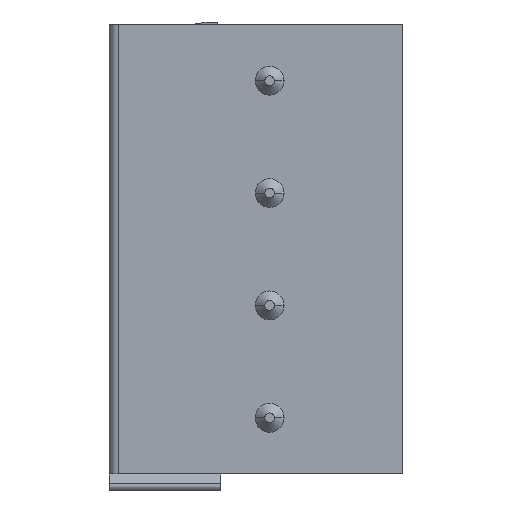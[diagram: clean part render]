
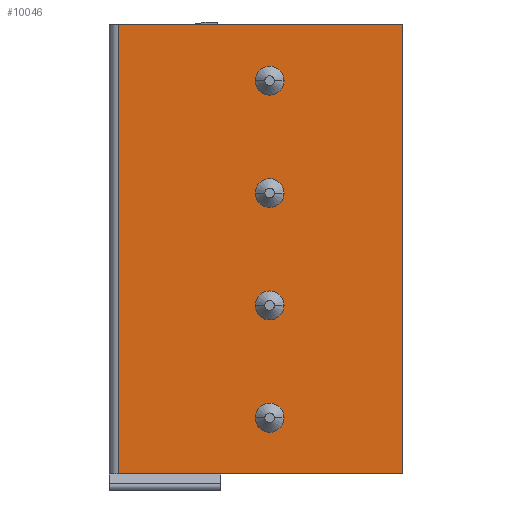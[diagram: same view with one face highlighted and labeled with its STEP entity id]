
A CAD part, left-side view. The second image highlights one B-rep face of the part: STEP entity #10046.
In plain terms, the highlighted planar face has unit normal (-1, 0, 0).
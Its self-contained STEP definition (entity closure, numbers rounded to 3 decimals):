
#50=DIRECTION('',(0.,1.,0.));
#51=VECTOR('',#50,8.85);
#52=CARTESIAN_POINT('',(-3.5,-4.575,-12.25));
#53=LINE('',#52,#51);
#1168=DIRECTION('',(0.,1.,0.));
#1169=VECTOR('',#1168,8.85);
#1170=CARTESIAN_POINT('',(-3.5,-4.575,1.75));
#1171=LINE('',#1170,#1169);
#2381=DIRECTION('',(0.,0.,-1.));
#2382=VECTOR('',#2381,14.);
#2383=CARTESIAN_POINT('',(-3.5,-4.575,1.75));
#2384=LINE('',#2383,#2382);
#3061=DIRECTION('',(0.,0.,-1.));
#3062=VECTOR('',#3061,14.);
#3063=CARTESIAN_POINT('',(-3.5,4.275,1.75));
#3064=LINE('',#3063,#3062);
#3065=CARTESIAN_POINT('',(-3.5,-0.425,0.));
#3066=DIRECTION('',(1.,0.,0.));
#3067=DIRECTION('',(0.,-1.,0.));
#3068=AXIS2_PLACEMENT_3D('',#3065,#3066,#3067);
#3070=CARTESIAN_POINT('',(-3.5,-0.425,0.));
#3071=DIRECTION('',(1.,0.,0.));
#3072=DIRECTION('',(0.,1.,0.));
#3073=AXIS2_PLACEMENT_3D('',#3070,#3071,#3072);
#3075=CARTESIAN_POINT('',(-3.5,-0.425,-3.5));
#3076=DIRECTION('',(1.,0.,0.));
#3077=DIRECTION('',(0.,-1.,0.));
#3078=AXIS2_PLACEMENT_3D('',#3075,#3076,#3077);
#3080=CARTESIAN_POINT('',(-3.5,-0.425,-3.5));
#3081=DIRECTION('',(1.,0.,0.));
#3082=DIRECTION('',(0.,1.,0.));
#3083=AXIS2_PLACEMENT_3D('',#3080,#3081,#3082);
#3085=CARTESIAN_POINT('',(-3.5,-0.425,-7.));
#3086=DIRECTION('',(1.,0.,0.));
#3087=DIRECTION('',(0.,-1.,0.));
#3088=AXIS2_PLACEMENT_3D('',#3085,#3086,#3087);
#3090=CARTESIAN_POINT('',(-3.5,-0.425,-7.));
#3091=DIRECTION('',(1.,0.,0.));
#3092=DIRECTION('',(0.,1.,0.));
#3093=AXIS2_PLACEMENT_3D('',#3090,#3091,#3092);
#3095=CARTESIAN_POINT('',(-3.5,-0.425,-10.5));
#3096=DIRECTION('',(1.,0.,0.));
#3097=DIRECTION('',(0.,-1.,0.));
#3098=AXIS2_PLACEMENT_3D('',#3095,#3096,#3097);
#3100=CARTESIAN_POINT('',(-3.5,-0.425,-10.5));
#3101=DIRECTION('',(1.,0.,0.));
#3102=DIRECTION('',(0.,1.,0.));
#3103=AXIS2_PLACEMENT_3D('',#3100,#3101,#3102);
#4665=CARTESIAN_POINT('',(-3.5,4.275,-12.25));
#4667=VERTEX_POINT('',#4665);
#4669=CARTESIAN_POINT('',(-3.5,-4.575,-12.25));
#4670=VERTEX_POINT('',#4669);
#4685=CARTESIAN_POINT('',(-3.5,4.275,1.75));
#4687=VERTEX_POINT('',#4685);
#4689=CARTESIAN_POINT('',(-3.5,-4.575,1.75));
#4690=VERTEX_POINT('',#4689);
#5137=CARTESIAN_POINT('',(-3.5,-0.875,0.));
#5138=CARTESIAN_POINT('',(-3.5,0.025,0.));
#5139=VERTEX_POINT('',#5137);
#5140=VERTEX_POINT('',#5138);
#5767=CARTESIAN_POINT('',(-3.5,-0.875,-3.5));
#5768=CARTESIAN_POINT('',(-3.5,0.025,-3.5));
#5769=VERTEX_POINT('',#5767);
#5770=VERTEX_POINT('',#5768);
#5893=CARTESIAN_POINT('',(-3.5,-0.875,-7.));
#5894=CARTESIAN_POINT('',(-3.5,0.025,-7.));
#5895=VERTEX_POINT('',#5893);
#5896=VERTEX_POINT('',#5894);
#6019=CARTESIAN_POINT('',(-3.5,-0.875,-10.5));
#6020=CARTESIAN_POINT('',(-3.5,0.025,-10.5));
#6021=VERTEX_POINT('',#6019);
#6022=VERTEX_POINT('',#6020);
#10010=CARTESIAN_POINT('',(-3.5,4.275,-12.25));
#10011=DIRECTION('',(-1.,0.,0.));
#10012=DIRECTION('',(0.,-1.,0.));
#10013=AXIS2_PLACEMENT_3D('',#10010,#10011,#10012);
#10014=PLANE('',#10013);
#10015=ORIENTED_EDGE('',*,*,#6054,.T.);
#10017=ORIENTED_EDGE('',*,*,#10016,.F.);
#10018=ORIENTED_EDGE('',*,*,#7442,.F.);
#10019=ORIENTED_EDGE('',*,*,#9039,.T.);
#10020=EDGE_LOOP('',(#10015,#10017,#10018,#10019));
#10021=FACE_OUTER_BOUND('',#10020,.F.);
#10023=ORIENTED_EDGE('',*,*,#10022,.F.);
#10025=ORIENTED_EDGE('',*,*,#10024,.F.);
#10026=EDGE_LOOP('',(#10023,#10025));
#10027=FACE_BOUND('',#10026,.F.);
#10029=ORIENTED_EDGE('',*,*,#10028,.F.);
#10031=ORIENTED_EDGE('',*,*,#10030,.F.);
#10032=EDGE_LOOP('',(#10029,#10031));
#10033=FACE_BOUND('',#10032,.F.);
#10035=ORIENTED_EDGE('',*,*,#10034,.F.);
#10037=ORIENTED_EDGE('',*,*,#10036,.F.);
#10038=EDGE_LOOP('',(#10035,#10037));
#10039=FACE_BOUND('',#10038,.F.);
#10041=ORIENTED_EDGE('',*,*,#10040,.F.);
#10043=ORIENTED_EDGE('',*,*,#10042,.F.);
#10044=EDGE_LOOP('',(#10041,#10043));
#10045=FACE_BOUND('',#10044,.F.);
#3069=CIRCLE('',#3068,0.45);
#3074=CIRCLE('',#3073,0.45);
#3079=CIRCLE('',#3078,0.45);
#3084=CIRCLE('',#3083,0.45);
#3089=CIRCLE('',#3088,0.45);
#3094=CIRCLE('',#3093,0.45);
#3099=CIRCLE('',#3098,0.45);
#3104=CIRCLE('',#3103,0.45);
#6054=EDGE_CURVE('',#4670,#4667,#53,.T.);
#7442=EDGE_CURVE('',#4690,#4687,#1171,.T.);
#9039=EDGE_CURVE('',#4690,#4670,#2384,.T.);
#10016=EDGE_CURVE('',#4687,#4667,#3064,.T.);
#10022=EDGE_CURVE('',#5139,#5140,#3069,.T.);
#10024=EDGE_CURVE('',#5140,#5139,#3074,.T.);
#10028=EDGE_CURVE('',#5769,#5770,#3079,.T.);
#10030=EDGE_CURVE('',#5770,#5769,#3084,.T.);
#10034=EDGE_CURVE('',#5895,#5896,#3089,.T.);
#10036=EDGE_CURVE('',#5896,#5895,#3094,.T.);
#10040=EDGE_CURVE('',#6021,#6022,#3099,.T.);
#10042=EDGE_CURVE('',#6022,#6021,#3104,.T.);
#10046=ADVANCED_FACE('',(#10021,#10027,#10033,#10039,#10045),#10014,.T.);
